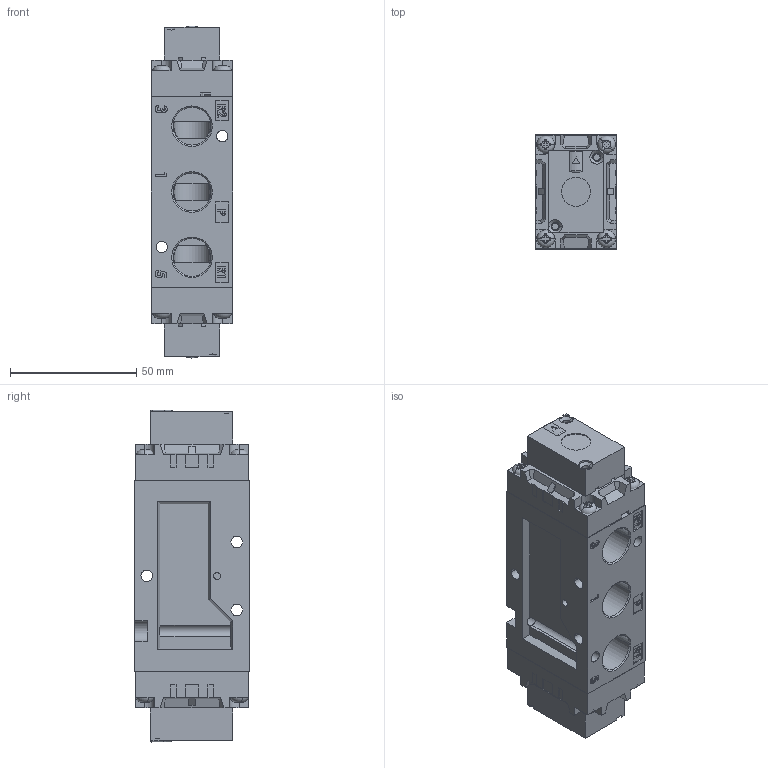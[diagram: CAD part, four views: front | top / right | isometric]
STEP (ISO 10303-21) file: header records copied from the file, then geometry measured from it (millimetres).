
FILE_DESCRIPTION (( 'STEP AP203' ), '1' );
FILE_NAME ('SFP5200.STEP', '2013-01-22T07:59:43', ( '' ), ( '' ), 'SwSTEP 2.0', 'SolidWorks 2008', '' );
FILE_SCHEMA (( 'CONFIG_CONTROL_DESIGN' ));
Length unit declared in the file: millimetre
Products named in the file (5): SFP5200; Body_ル遽; SemiPilot2-PPS_ル遽; BodyCoverBolt(M3xL17)_ル遽; MasterPilot_ル遽
Assembly tree (13 placements, depth 2):
  SFP5200
    MasterPilot_ル遽  x2
    BodyCoverBolt(M3xL17)_ル遽  x8
    SemiPilot2-PPS_ル遽  x2
    Body_ル遽
Bounding box: 32.2 x 45.4 x 131.3 mm (x, y, z)
Volume: 98460.1 mm3; surface area: 59322.8 mm2
Topology: 13 solids, 13 shells, 1648 faces, 4451 edges, 2932 vertices
Faces by surface type: plane 1036, cylinder 462, cone 68, bspline 60, torus 22
Entity records: 34701 total; most frequent: CARTESIAN_POINT 9816, ORIENTED_EDGE 5144, DIRECTION 4814, EDGE_CURVE 2572, VECTOR 1716, LINE 1716, VERTEX_POINT 1690, AXIS2_PLACEMENT_3D 1549
